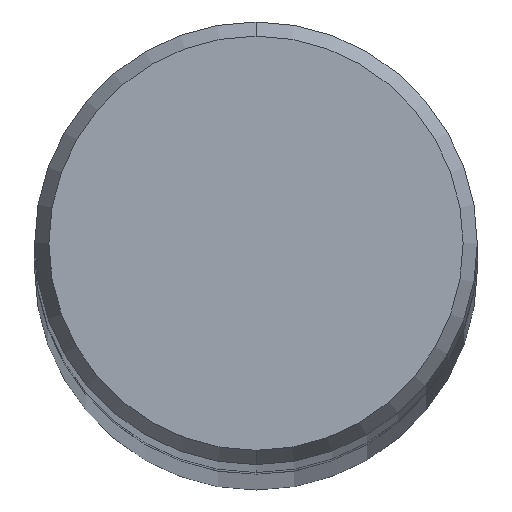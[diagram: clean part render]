
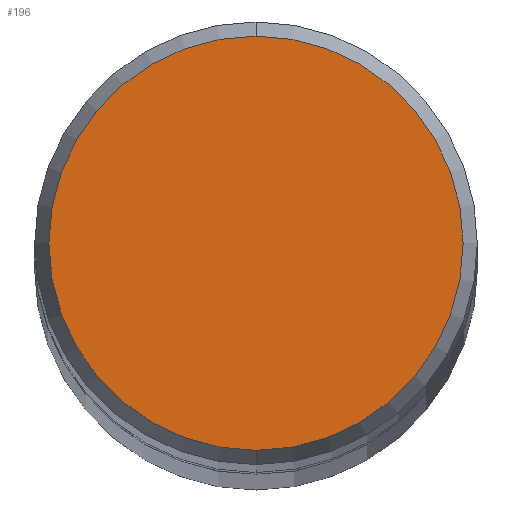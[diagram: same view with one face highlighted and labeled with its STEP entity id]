
A CAD part, top view. The second image highlights one B-rep face of the part: STEP entity #196.
In plain terms, the highlighted planar face has unit normal (0, 0, 1).
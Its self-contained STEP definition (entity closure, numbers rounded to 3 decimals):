
#184=VERTEX_POINT('',#341);
#188=EDGE_CURVE('',#200,#184,#345,.T.);
#196=ADVANCED_FACE('',(#354),#355,.T.);
#200=VERTEX_POINT('',#359);
#216=EDGE_CURVE('',#184,#200,#378,.T.);
#341=CARTESIAN_POINT('',(0.,-3.339,0.0));
#345=CIRCLE('',#527,3.339);
#354=FACE_OUTER_BOUND('',#539,.T.);
#355=PLANE('',#540);
#359=CARTESIAN_POINT('',(0.0,3.339,0.0));
#378=CIRCLE('',#567,3.339);
#527=AXIS2_PLACEMENT_3D('',#710,#711,#712);
#539=EDGE_LOOP('',(#726,#727));
#540=AXIS2_PLACEMENT_3D('',#728,#729,#730);
#567=AXIS2_PLACEMENT_3D('',#751,#752,#753);
#710=CARTESIAN_POINT('',(0.0,0.0,0.0));
#711=DIRECTION('',(0.0,0.0,-1.0));
#712=DIRECTION('',(0.0,1.0,0.0));
#726=ORIENTED_EDGE('',*,*,#188,.F.);
#727=ORIENTED_EDGE('',*,*,#216,.F.);
#728=CARTESIAN_POINT('',(0.0,1.67,0.0));
#729=DIRECTION('',(-0.0,0.0,1.0));
#730=DIRECTION('',(0.0,-1.0,0.0));
#751=CARTESIAN_POINT('',(0.0,0.0,0.0));
#752=DIRECTION('',(0.0,0.0,-1.0));
#753=DIRECTION('',(0.0,1.0,0.0));
